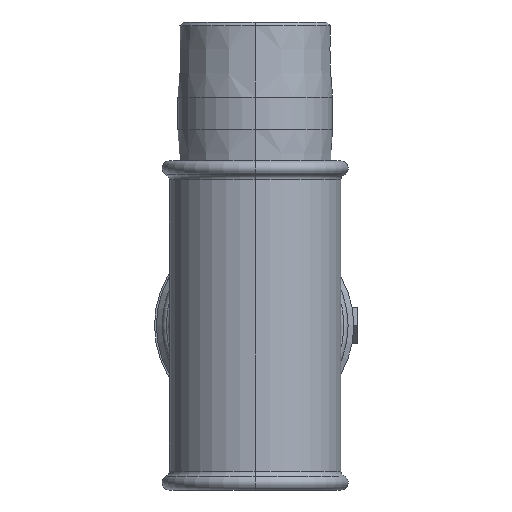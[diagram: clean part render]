
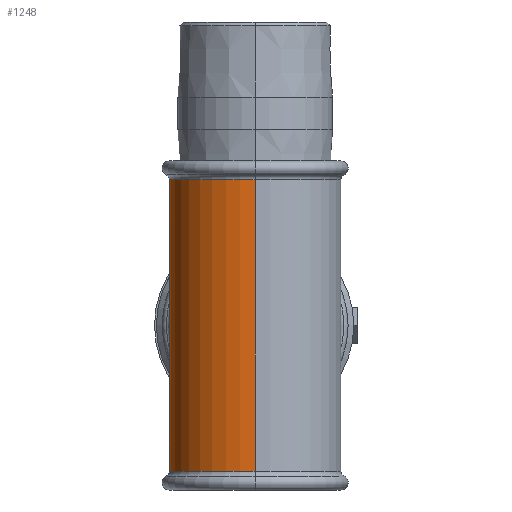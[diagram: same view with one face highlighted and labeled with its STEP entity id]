
A CAD part, front view. The second image highlights one B-rep face of the part: STEP entity #1248.
In plain terms, the highlighted cylindrical face has radius 23.45 mm (diameter 46.9 mm), a partial arc.
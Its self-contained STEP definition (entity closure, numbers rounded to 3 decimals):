
#613=CARTESIAN_POINT('',(0.,23.45,-24.95));
#614=CARTESIAN_POINT('',(-0.894,23.45,
-24.95));
#615=CARTESIAN_POINT('',(-2.58,23.347,-24.84));
#616=CARTESIAN_POINT('',(-4.723,22.999,-24.47));
#617=CARTESIAN_POINT('',(-6.629,22.521,-23.962));
#618=CARTESIAN_POINT('',(-8.51,21.883,-23.283));
#619=CARTESIAN_POINT('',(-10.408,21.046,-22.393));
#620=CARTESIAN_POINT('',(-12.086,20.123,-21.41));
#621=CARTESIAN_POINT('',(-13.541,19.171,-20.397));
#622=CARTESIAN_POINT('',(-14.92,18.121,-19.28));
#623=CARTESIAN_POINT('',(-16.312,16.884,-17.964));
#624=CARTESIAN_POINT('',(-17.717,15.411,-16.397));
#625=CARTESIAN_POINT('',(-19.093,13.679,-14.554));
#626=CARTESIAN_POINT('',(-20.375,11.694,-12.443));
#627=CARTESIAN_POINT('',(-21.545,9.391,-9.992));
#628=CARTESIAN_POINT('',(-22.538,6.704,-7.133));
#629=CARTESIAN_POINT('',(-23.249,3.621,-3.852));
#630=CARTESIAN_POINT('',(-23.45,1.253,-1.333));
#631=CARTESIAN_POINT('',(-23.45,0.,
0.));
#633=CARTESIAN_POINT('',(-23.45,0.,
0.));
#634=CARTESIAN_POINT('',(-23.45,0.938,
0.998));
#635=CARTESIAN_POINT('',(-23.337,2.726,2.901));
#636=CARTESIAN_POINT('',(-22.924,5.117,5.444));
#637=CARTESIAN_POINT('',(-22.33,7.265,7.73));
#638=CARTESIAN_POINT('',(-21.616,9.159,9.745));
#639=CARTESIAN_POINT('',(-20.816,10.846,11.54));
#640=CARTESIAN_POINT('',(-19.963,12.342,13.132));
#641=CARTESIAN_POINT('',(-19.021,13.753,14.633));
#642=CARTESIAN_POINT('',(-17.869,15.227,16.201));
#643=CARTESIAN_POINT('',(-16.518,16.685,17.753));
#644=CARTESIAN_POINT('',(-15.061,18.008,19.16));
#645=CARTESIAN_POINT('',(-13.574,19.151,20.375));
#646=CARTESIAN_POINT('',(-12.098,20.113,21.399));
#647=CARTESIAN_POINT('',(-10.64,20.918,22.256));
#648=CARTESIAN_POINT('',(-9.218,21.58,22.96));
#649=CARTESIAN_POINT('',(-7.88,22.101,23.514));
#650=CARTESIAN_POINT('',(-6.571,22.525,23.966));
#651=CARTESIAN_POINT('',(-5.169,22.89,24.354));
#652=CARTESIAN_POINT('',(-3.657,23.181,24.664));
#653=CARTESIAN_POINT('',(-1.993,23.388,24.884));
#654=CARTESIAN_POINT('',(-0.69,23.45,24.95));
#655=CARTESIAN_POINT('',(0.,23.45,24.95));
#657=DIRECTION('',(0.,0.,1.));
#658=VECTOR('',#657,14.888);
#659=CARTESIAN_POINT('',(0.,23.45,24.95));
#660=LINE('',#659,#658);
#661=CARTESIAN_POINT('',(0.,0.,39.838));
#662=DIRECTION('',(0.,0.,1.));
#663=DIRECTION('',(0.,1.,0.));
#664=AXIS2_PLACEMENT_3D('',#661,#662,#663);
#666=DIRECTION('',(0.,0.,1.));
#667=VECTOR('',#666,79.675);
#668=CARTESIAN_POINT('',(0.,-23.45,-39.838));
#669=LINE('',#668,#667);
#670=CARTESIAN_POINT('',(0.,0.,-39.838));
#671=DIRECTION('',(0.,0.,-1.));
#672=DIRECTION('',(0.,-1.,0.));
#673=AXIS2_PLACEMENT_3D('',#670,#671,#672);
#675=DIRECTION('',(0.,0.,1.));
#676=VECTOR('',#675,14.888);
#677=CARTESIAN_POINT('',(0.,23.45,-39.838));
#678=LINE('',#677,#676);
#934=VERTEX_POINT('',#613);
#935=VERTEX_POINT('',#631);
#938=CARTESIAN_POINT('',(0.,-23.45,-39.838));
#939=CARTESIAN_POINT('',(0.,23.45,-39.838));
#940=VERTEX_POINT('',#938);
#941=VERTEX_POINT('',#939);
#946=CARTESIAN_POINT('',(0.,23.45,39.838));
#947=CARTESIAN_POINT('',(0.,-23.45,39.838));
#948=VERTEX_POINT('',#946);
#949=VERTEX_POINT('',#947);
#964=CARTESIAN_POINT('',(0.,23.45,24.95));
#965=VERTEX_POINT('',#964);
#1230=CARTESIAN_POINT('',(0.,0.,49.5));
#1231=DIRECTION('',(0.,0.,-1.));
#1232=DIRECTION('',(0.,-1.,0.));
#1233=AXIS2_PLACEMENT_3D('',#1230,#1231,#1232);
#1234=CYLINDRICAL_SURFACE('',#1233,23.45);
#1236=ORIENTED_EDGE('',*,*,#1235,.T.);
#1238=ORIENTED_EDGE('',*,*,#1237,.T.);
#1239=ORIENTED_EDGE('',*,*,#1223,.T.);
#1241=ORIENTED_EDGE('',*,*,#1240,.T.);
#1242=ORIENTED_EDGE('',*,*,#1219,.F.);
#1244=ORIENTED_EDGE('',*,*,#1243,.T.);
#1245=ORIENTED_EDGE('',*,*,#1215,.T.);
#1246=EDGE_LOOP('',(#1236,#1238,#1239,#1241,#1242,#1244,#1245));
#1247=FACE_OUTER_BOUND('',#1246,.F.);
#1248=ADVANCED_FACE('',(#1247),#1234,.T.);
#632=B_SPLINE_CURVE_WITH_KNOTS('',3,(#613,#614,#615,#616,#617,#618,#619,#620,
#621,#622,#623,#624,#625,#626,#627,#628,#629,#630,#631),.UNSPECIFIED.,.F.,.F.,
(4,1,1,1,1,1,1,1,1,1,1,1,1,1,1,1,4),(0.,0.063,0.125,0.188,0.25,
0.313,0.375,0.438,0.5,0.563,0.625,0.688,0.75,0.813,
0.875,0.938,1.),.UNSPECIFIED.);
#656=B_SPLINE_CURVE_WITH_KNOTS('',3,(#633,#634,#635,#636,#637,#638,#639,#640,
#641,#642,#643,#644,#645,#646,#647,#648,#649,#650,#651,#652,#653,#654,#655),
.UNSPECIFIED.,.F.,.F.,(4,1,1,1,1,1,1,1,1,1,1,1,1,1,1,1,1,1,1,1,4),(0.,0.05,
0.1,0.15,0.2,0.25,0.3,0.35,0.4,0.45,0.5,0.55,0.6,0.65,
0.7,0.75,0.8,0.85,0.9,0.95,1.),.UNSPECIFIED.);
#665=CIRCLE('',#664,23.45);
#674=CIRCLE('',#673,23.45);
#1215=EDGE_CURVE('',#941,#934,#678,.T.);
#1219=EDGE_CURVE('',#940,#949,#669,.T.);
#1223=EDGE_CURVE('',#965,#948,#660,.T.);
#1235=EDGE_CURVE('',#934,#935,#632,.T.);
#1237=EDGE_CURVE('',#935,#965,#656,.T.);
#1240=EDGE_CURVE('',#948,#949,#665,.T.);
#1243=EDGE_CURVE('',#940,#941,#674,.T.);
